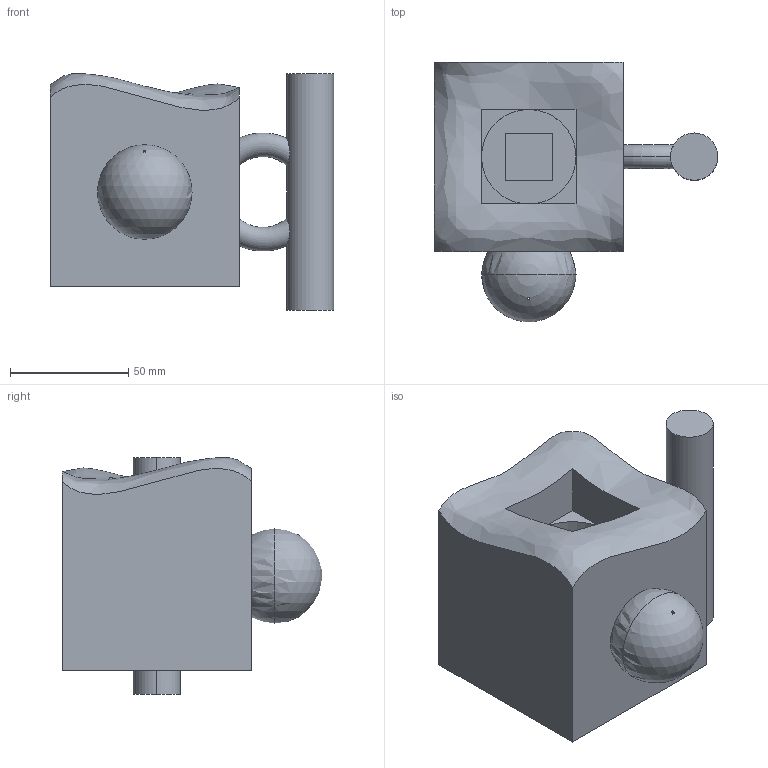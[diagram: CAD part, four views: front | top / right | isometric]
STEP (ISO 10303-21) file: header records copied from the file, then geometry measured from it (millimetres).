
FILE_DESCRIPTION(('produced by SPATIAL CORP'),'2;1');
FILE_NAME('ex17.hh.sat.stp', '2002-04-19T11:06:37+00:00',('SPATIAL CORP'),('SPATIAL CORP'), 'ACIS STEP Husk','http://www.spatial.com','SPATIAL CORP');
FILE_SCHEMA(('CONFIG_CONTROL_DESIGN'));
Length unit declared in the file: millimetre
Products named in the file (1): PRODUCT_ID_1
Bounding box: 120 x 109.85 x 100 mm (x, y, z)
Volume: 526551.8 mm3; surface area: 56844.8 mm2
Topology: 1 solids, 1 shells, 36 faces, 91 edges, 57 vertices
Faces by surface type: plane 25, cylinder 4, torus 4, sphere 2, bspline 1
Entity records: 1386 total; most frequent: CARTESIAN_POINT 556, ORIENTED_EDGE 174, DIRECTION 118, EDGE_CURVE 87, VERTEX_POINT 57, EDGE_LOOP 44, FACE_BOUND 44, AXIS2_PLACEMENT_3D 40
